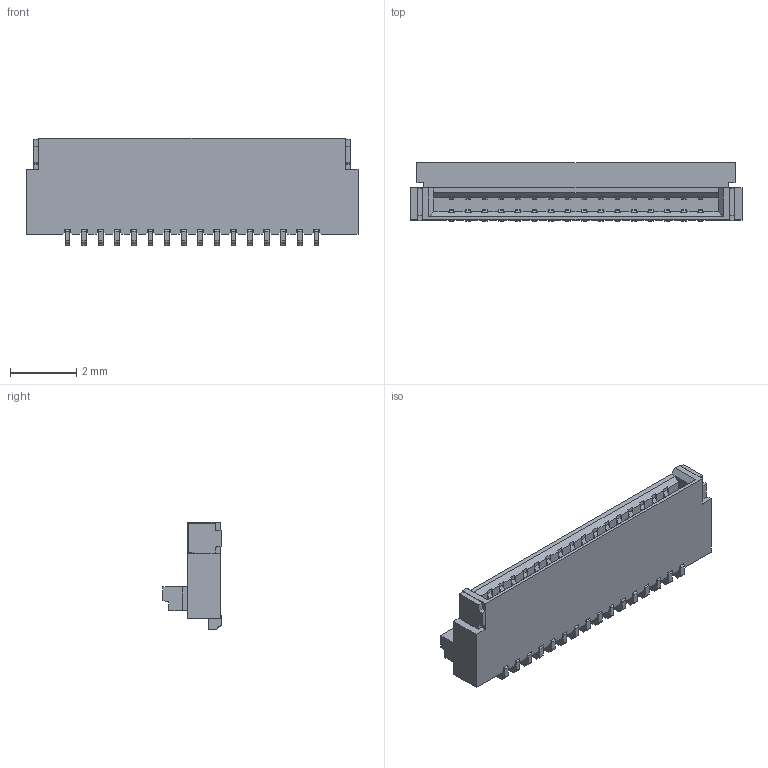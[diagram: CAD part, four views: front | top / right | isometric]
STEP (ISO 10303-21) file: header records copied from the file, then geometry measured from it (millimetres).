
FILE_DESCRIPTION( ( 'STEP AP203' ), '1' );
FILE_NAME( 'FFC2B28-16-G.stp', '2021-11-11T03:58:16', ( 'License CC BY-ND 4.0' ), ( 'CADENAS' ), ' ', 'PARTsolutions', ' ' );
FILE_SCHEMA( ( 'CONFIG_CONTROL_DESIGN' ) );
Length unit declared in the file: millimetre
Products named in the file (6): FFC2B28-16-G; _FFC2B28-16-G_D; _FFC2B28-16-G_H; _FFC2B28-G_P; _FFC2B28-16-G_C; _FFC2B28_SP
Assembly tree (21 placements, depth 2):
  FFC2B28-16-G
    _FFC2B28-16-G_D
    _FFC2B28-16-G_H
    _FFC2B28-G_P  x16
    _FFC2B28-16-G_C
    _FFC2B28_SP  x2
Bounding box: 10 x 1.75 x 3.25 mm (x, y, z)
Volume: 24.7 mm3; surface area: 216.7 mm2
Topology: 20 solids, 20 shells, 1107 faces, 3207 edges, 2095 vertices
Faces by surface type: plane 952, cylinder 155
Entity records: 16547 total; most frequent: ORIENTED_EDGE 2928, CARTESIAN_POINT 2913, DIRECTION 2532, EDGE_CURVE 1464, LINE 1428, VECTOR 1428, VERTEX_POINT 932, AXIS2_PLACEMENT_3D 552
